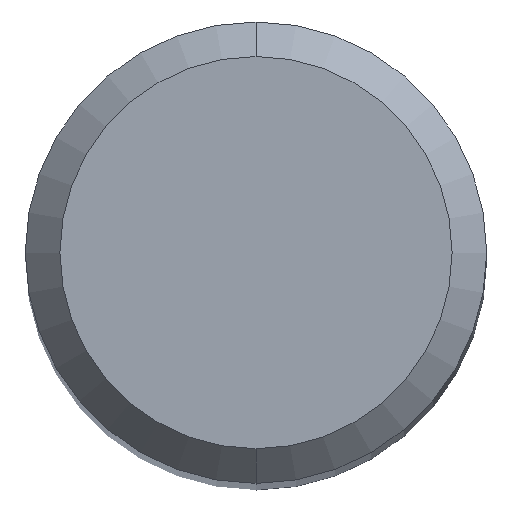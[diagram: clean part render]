
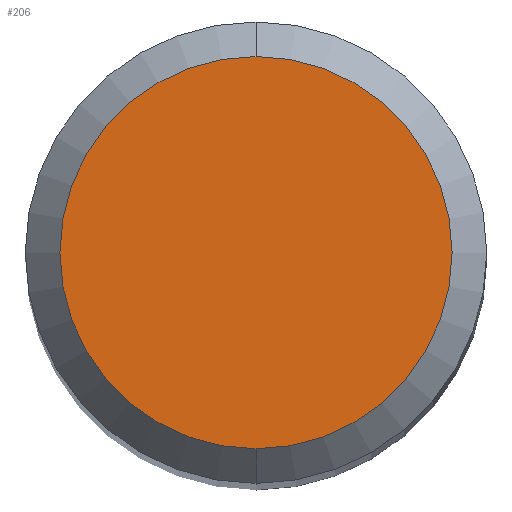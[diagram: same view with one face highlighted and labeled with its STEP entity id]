
A CAD part, top view. The second image highlights one B-rep face of the part: STEP entity #206.
In plain terms, the highlighted planar face has unit normal (0, 0, 1).
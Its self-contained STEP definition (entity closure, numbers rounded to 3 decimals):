
#104=EDGE_CURVE('',#178,#116,#242,.T.);
#116=VERTEX_POINT('',#255);
#178=VERTEX_POINT('',#327);
#204=EDGE_CURVE('',#116,#178,#356,.T.);
#206=ADVANCED_FACE('',(#358),#359,.T.);
#242=CIRCLE('',#391,1.7);
#255=CARTESIAN_POINT('',(0.,-1.7,0.0));
#327=CARTESIAN_POINT('',(0.0,1.7,0.0));
#356=CIRCLE('',#535,1.7);
#358=FACE_OUTER_BOUND('',#537,.T.);
#359=PLANE('',#538);
#391=AXIS2_PLACEMENT_3D('',#554,#555,#556);
#535=AXIS2_PLACEMENT_3D('',#705,#706,#707);
#537=EDGE_LOOP('',(#709,#710));
#538=AXIS2_PLACEMENT_3D('',#711,#712,#713);
#554=CARTESIAN_POINT('',(0.0,0.0,0.0));
#555=DIRECTION('',(0.0,0.0,-1.0));
#556=DIRECTION('',(0.0,1.0,0.0));
#705=CARTESIAN_POINT('',(0.0,0.0,0.0));
#706=DIRECTION('',(0.0,0.0,-1.0));
#707=DIRECTION('',(0.0,1.0,0.0));
#709=ORIENTED_EDGE('',*,*,#104,.F.);
#710=ORIENTED_EDGE('',*,*,#204,.F.);
#711=CARTESIAN_POINT('',(0.0,0.85,0.0));
#712=DIRECTION('',(-0.0,0.0,1.0));
#713=DIRECTION('',(0.0,-1.0,0.0));
